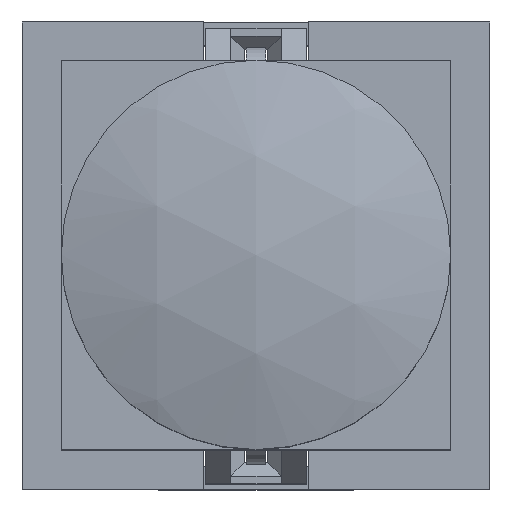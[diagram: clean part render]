
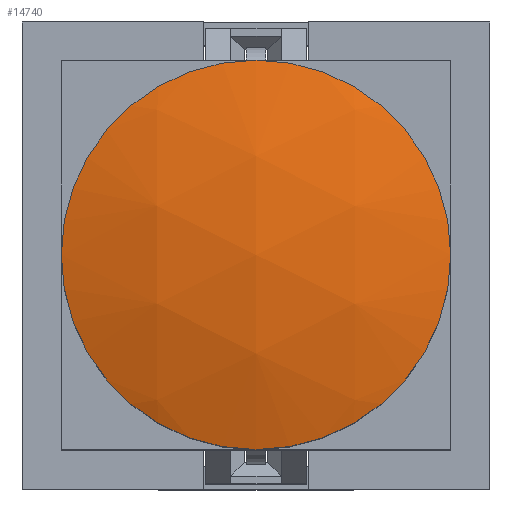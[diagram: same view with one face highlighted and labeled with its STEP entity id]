
A CAD part, top view. The second image highlights one B-rep face of the part: STEP entity #14740.
In plain terms, the highlighted spherical face has radius 15 mm.
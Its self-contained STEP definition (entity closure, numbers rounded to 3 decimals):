
#14724=CARTESIAN_POINT('',(0.0,0.0,-4.3));
#14725=DIRECTION('',(1.0,0.0,0.0));
#14726=DIRECTION('',(0.0,-1.0,0.0));
#14727=AXIS2_PLACEMENT_3D('',#14724,#14725,#14726);
#14728=SPHERICAL_SURFACE('',#14727,15.);
#14729=CARTESIAN_POINT('',(-5.0,0.0,9.842));
#14730=VERTEX_POINT('',#14729);
#14731=CARTESIAN_POINT('',(0.0,0.0,9.842));
#14732=DIRECTION('',(0.0,0.0,-1.0));
#14733=DIRECTION('',(-1.0,0.0,0.0));
#14734=AXIS2_PLACEMENT_3D('',#14731,#14732,#14733);
#14735=CIRCLE('',#14734,5.0);
#14736=EDGE_CURVE('',#14730,#14730,#14735,.T.);
#14737=ORIENTED_EDGE('',*,*,#14736,.F.);
#14738=EDGE_LOOP('',(#14737));
#14739=FACE_OUTER_BOUND('',#14738,.T.);
#14740=ADVANCED_FACE('',(#14739),#14728,.T.);
